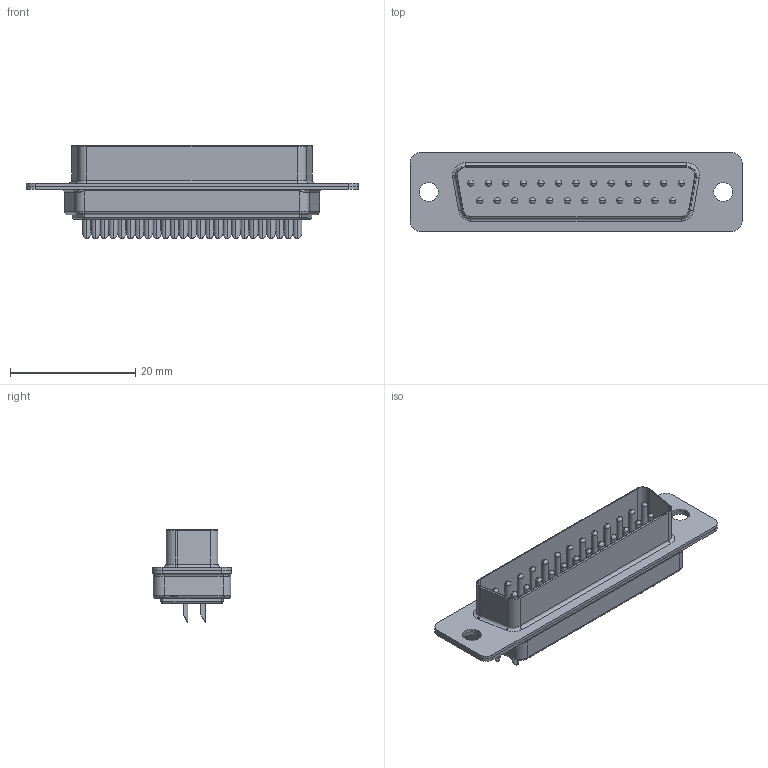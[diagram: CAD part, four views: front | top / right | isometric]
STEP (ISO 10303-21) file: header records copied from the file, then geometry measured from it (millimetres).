
FILE_DESCRIPTION (( 'STEP AP214' ), '1' );
FILE_NAME ('DB-25M.STEP', '2020-11-05T14:16:12', ( 'User' ), ( '' ), 'SwSTEP 2.0', 'SolidWorks 2017', '' );
FILE_SCHEMA (( 'AUTOMOTIVE_DESIGN' ));
Length unit declared in the file: millimetre
Products named in the file (1): DB-25M
Bounding box: 53 x 12.5 x 14.8 mm (x, y, z)
Volume: 2978.8 mm3; surface area: 5494.6 mm2
Topology: 7 solids, 7 shells, 425 faces, 1064 edges, 647 vertices
Faces by surface type: cylinder 195, plane 151, bspline 79
Entity records: 13927 total; most frequent: CARTESIAN_POINT 3900, ORIENTED_EDGE 2018, DIRECTION 2012, EDGE_CURVE 1009, AXIS2_PLACEMENT_3D 764, VERTEX_POINT 647, EDGE_LOOP 486, VECTOR 484
